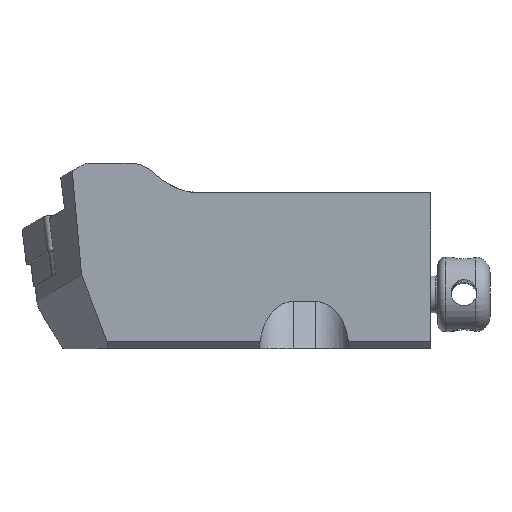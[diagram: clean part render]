
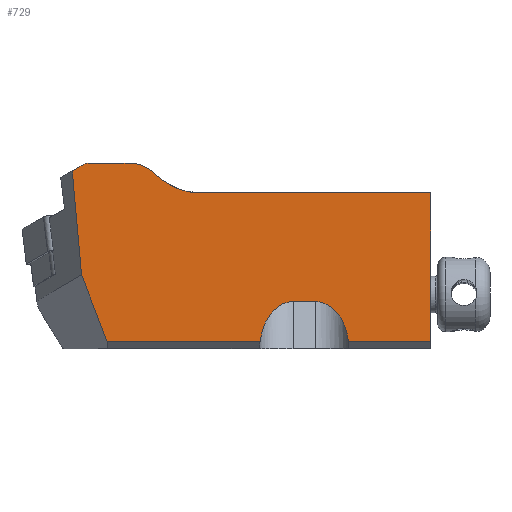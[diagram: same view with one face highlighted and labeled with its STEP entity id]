
A CAD part, front view. The second image highlights one B-rep face of the part: STEP entity #729.
In plain terms, the highlighted planar face has unit normal (0, -1, 0).
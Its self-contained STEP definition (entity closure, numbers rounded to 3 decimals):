
#638=ELLIPSE('',#1921,6.364,4.5);
#639=ELLIPSE('',#1922,6.364,4.5);
#680=CIRCLE('',#1923,8.5);
#681=CIRCLE('',#1924,5.);
#682=CIRCLE('',#1925,1.5);
#729=ADVANCED_FACE('',(#845),#796,.F.);
#796=PLANE('',#1926);
#845=FACE_OUTER_BOUND('',#904,.T.);
#904=EDGE_LOOP('',(#1061,#1062,#1063,#1064,#1065,#1066,#1067,#1068,#1069,
#1070,#1071,#1072,#1073,#1074));
#1061=ORIENTED_EDGE('',*,*,#1532,.T.);
#1062=ORIENTED_EDGE('',*,*,#1533,.T.);
#1063=ORIENTED_EDGE('',*,*,#1534,.T.);
#1064=ORIENTED_EDGE('',*,*,#1535,.T.);
#1065=ORIENTED_EDGE('',*,*,#1536,.T.);
#1066=ORIENTED_EDGE('',*,*,#1537,.T.);
#1067=ORIENTED_EDGE('',*,*,#1538,.T.);
#1068=ORIENTED_EDGE('',*,*,#1539,.F.);
#1069=ORIENTED_EDGE('',*,*,#1540,.F.);
#1070=ORIENTED_EDGE('',*,*,#1541,.F.);
#1071=ORIENTED_EDGE('',*,*,#1542,.F.);
#1072=ORIENTED_EDGE('',*,*,#1529,.F.);
#1073=ORIENTED_EDGE('',*,*,#1521,.F.);
#1074=ORIENTED_EDGE('',*,*,#1543,.T.);
#1387=VERTEX_POINT('',#2515);
#1388=VERTEX_POINT('',#2517);
#1393=VERTEX_POINT('',#2532);
#1395=VERTEX_POINT('',#2538);
#1396=VERTEX_POINT('',#2539);
#1397=VERTEX_POINT('',#2541);
#1398=VERTEX_POINT('',#2543);
#1399=VERTEX_POINT('',#2545);
#1400=VERTEX_POINT('',#2547);
#1401=VERTEX_POINT('',#2549);
#1402=VERTEX_POINT('',#2551);
#1403=VERTEX_POINT('',#2553);
#1404=VERTEX_POINT('',#2555);
#1405=VERTEX_POINT('',#2557);
#1521=EDGE_CURVE('',#1387,#1388,#1692,.T.);
#1529=EDGE_CURVE('',#1388,#1393,#1700,.T.);
#1532=EDGE_CURVE('',#1395,#1396,#1703,.T.);
#1533=EDGE_CURVE('',#1396,#1397,#638,.T.);
#1534=EDGE_CURVE('',#1397,#1398,#1704,.T.);
#1535=EDGE_CURVE('',#1398,#1399,#639,.T.);
#1536=EDGE_CURVE('',#1399,#1400,#1705,.T.);
#1537=EDGE_CURVE('',#1400,#1401,#1706,.T.);
#1538=EDGE_CURVE('',#1401,#1402,#1707,.T.);
#1539=EDGE_CURVE('',#1403,#1402,#680,.T.);
#1540=EDGE_CURVE('',#1404,#1403,#681,.T.);
#1541=EDGE_CURVE('',#1405,#1404,#1708,.T.);
#1542=EDGE_CURVE('',#1393,#1405,#682,.T.);
#1543=EDGE_CURVE('',#1387,#1395,#1709,.T.);
#1692=LINE('',#2516,#1813);
#1700=LINE('',#2531,#1821);
#1703=LINE('',#2537,#1824);
#1704=LINE('',#2542,#1825);
#1705=LINE('',#2546,#1826);
#1706=LINE('',#2548,#1827);
#1707=LINE('',#2550,#1828);
#1708=LINE('',#2556,#1829);
#1709=LINE('',#2559,#1830);
#1813=VECTOR('',#2120,1.);
#1821=VECTOR('',#2132,1.);
#1824=VECTOR('',#2137,1.);
#1825=VECTOR('',#2140,1.);
#1826=VECTOR('',#2143,1.);
#1827=VECTOR('',#2144,1.);
#1828=VECTOR('',#2145,1.);
#1829=VECTOR('',#2150,1.);
#1830=VECTOR('',#2153,1.);
#1921=AXIS2_PLACEMENT_3D('',#2540,#2138,#2139);
#1922=AXIS2_PLACEMENT_3D('',#2544,#2141,#2142);
#1923=AXIS2_PLACEMENT_3D('',#2552,#2146,#2147);
#1924=AXIS2_PLACEMENT_3D('',#2554,#2148,#2149);
#1925=AXIS2_PLACEMENT_3D('',#2558,#2151,#2152);
#1926=AXIS2_PLACEMENT_3D('',#2560,#2154,#2155);
#2120=DIRECTION('',(-0.089,0.,0.996));
#2132=DIRECTION('',(0.866,0.,0.5));
#2137=DIRECTION('',(1.,0.,0.));
#2138=DIRECTION('',(0.,1.,0.));
#2139=DIRECTION('',(0.,0.,1.));
#2140=DIRECTION('',(1.,0.,0.));
#2141=DIRECTION('',(0.,1.,0.));
#2142=DIRECTION('',(0.,0.,1.));
#2143=DIRECTION('',(1.,0.,0.));
#2144=DIRECTION('',(0.,0.,1.));
#2145=DIRECTION('',(-1.,0.,0.));
#2146=DIRECTION('',(0.,-1.,0.));
#2147=DIRECTION('',(1.,0.,0.));
#2148=DIRECTION('',(0.,1.,0.));
#2149=DIRECTION('',(1.,0.,0.));
#2150=DIRECTION('',(1.,0.,0.));
#2151=DIRECTION('',(0.,1.,0.));
#2152=DIRECTION('',(1.,0.,0.));
#2153=DIRECTION('',(0.358,0.,-0.934));
#2154=DIRECTION('',(0.,1.,0.));
#2155=DIRECTION('',(1.,0.,0.));
#2515=CARTESIAN_POINT('',(8.017,0.,-6.029));
#2516=CARTESIAN_POINT('',(7.058,0.,4.728));
#2517=CARTESIAN_POINT('',(6.772,0.,7.945));
#2531=CARTESIAN_POINT('',(43.4,0.,29.092));
#2532=CARTESIAN_POINT('',(8.252,0.,8.799));
#2537=CARTESIAN_POINT('',(55.,0.,-15.));
#2538=CARTESIAN_POINT('',(11.453,0.,-15.));
#2539=CARTESIAN_POINT('',(32.056,0.,-15.));
#2540=CARTESIAN_POINT('',(36.5,0.,-16.));
#2541=CARTESIAN_POINT('',(36.5,0.,-9.636));
#2542=CARTESIAN_POINT('',(55.,0.,-9.636));
#2543=CARTESIAN_POINT('',(39.5,0.,-9.636));
#2544=CARTESIAN_POINT('',(39.5,0.,-16.));
#2545=CARTESIAN_POINT('',(43.944,0.,-15.));
#2546=CARTESIAN_POINT('',(55.,0.,-15.));
#2547=CARTESIAN_POINT('',(55.,0.,-15.));
#2548=CARTESIAN_POINT('',(55.,0.,9.));
#2549=CARTESIAN_POINT('',(55.,0.,5.));
#2550=CARTESIAN_POINT('',(24.,0.,5.));
#2551=CARTESIAN_POINT('',(24.,0.,5.));
#2552=CARTESIAN_POINT('',(24.,0.,13.5));
#2553=CARTESIAN_POINT('',(17.961,0.,7.519));
#2554=CARTESIAN_POINT('',(14.408,0.,4.));
#2555=CARTESIAN_POINT('',(14.408,0.,9.));
#2556=CARTESIAN_POINT('',(55.,0.,9.));
#2557=CARTESIAN_POINT('',(9.002,0.,9.));
#2558=CARTESIAN_POINT('',(9.002,0.,7.5));
#2559=CARTESIAN_POINT('',(9.008,0.,-8.617));
#2560=CARTESIAN_POINT('',(55.,0.,9.));
